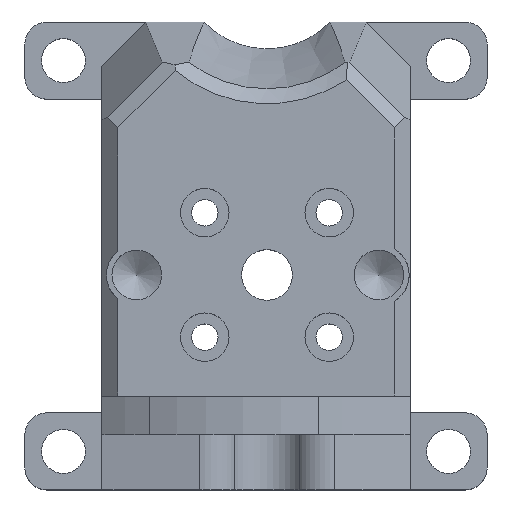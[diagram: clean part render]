
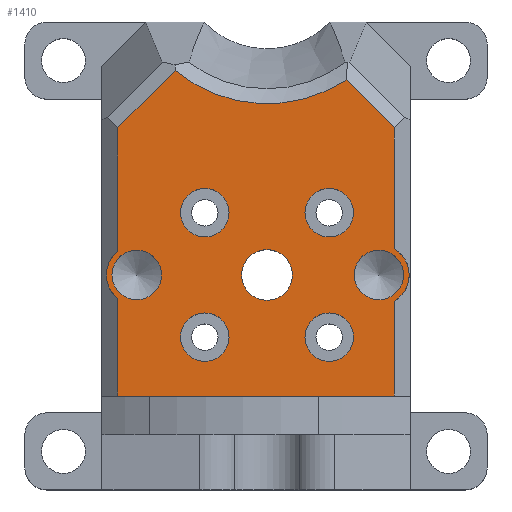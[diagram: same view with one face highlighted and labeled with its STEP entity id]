
A CAD part, top view. The second image highlights one B-rep face of the part: STEP entity #1410.
In plain terms, the highlighted planar face has unit normal (0, 0, 1).
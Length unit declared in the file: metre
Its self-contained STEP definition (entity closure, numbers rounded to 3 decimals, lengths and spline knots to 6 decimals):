
#106=LINE('',#2159,#225);
#107=LINE('',#2162,#226);
#108=LINE('',#2164,#227);
#109=LINE('',#2168,#228);
#110=LINE('',#2170,#229);
#111=LINE('',#2174,#230);
#112=LINE('',#2176,#231);
#225=VECTOR('',#1718,1.);
#226=VECTOR('',#1719,1.);
#227=VECTOR('',#1720,1.);
#228=VECTOR('',#1723,1.);
#229=VECTOR('',#1724,1.);
#230=VECTOR('',#1727,1.);
#231=VECTOR('',#1728,1.);
#351=ORIENTED_EDGE('',*,*,#743,.T.);
#352=ORIENTED_EDGE('',*,*,#744,.T.);
#353=ORIENTED_EDGE('',*,*,#745,.T.);
#354=ORIENTED_EDGE('',*,*,#746,.T.);
#355=ORIENTED_EDGE('',*,*,#747,.T.);
#356=ORIENTED_EDGE('',*,*,#748,.T.);
#357=ORIENTED_EDGE('',*,*,#749,.F.);
#358=ORIENTED_EDGE('',*,*,#750,.T.);
#359=ORIENTED_EDGE('',*,*,#751,.T.);
#360=ORIENTED_EDGE('',*,*,#752,.T.);
#361=ORIENTED_EDGE('',*,*,#753,.T.);
#362=ORIENTED_EDGE('',*,*,#754,.T.);
#363=ORIENTED_EDGE('',*,*,#755,.T.);
#364=ORIENTED_EDGE('',*,*,#756,.T.);
#365=ORIENTED_EDGE('',*,*,#757,.T.);
#366=ORIENTED_EDGE('',*,*,#758,.T.);
#367=ORIENTED_EDGE('',*,*,#759,.T.);
#743=EDGE_CURVE('',#938,#938,#1050,.T.);
#744=EDGE_CURVE('',#939,#939,#1051,.T.);
#745=EDGE_CURVE('',#940,#940,#1052,.T.);
#746=EDGE_CURVE('',#941,#941,#1053,.T.);
#747=EDGE_CURVE('',#942,#942,#1054,.T.);
#748=EDGE_CURVE('',#943,#943,#1055,.T.);
#749=EDGE_CURVE('',#944,#944,#1056,.T.);
#750=EDGE_CURVE('',#945,#946,#106,.T.);
#751=EDGE_CURVE('',#946,#947,#107,.T.);
#752=EDGE_CURVE('',#947,#948,#108,.T.);
#753=EDGE_CURVE('',#948,#949,#1057,.T.);
#754=EDGE_CURVE('',#949,#950,#109,.T.);
#755=EDGE_CURVE('',#950,#951,#110,.T.);
#756=EDGE_CURVE('',#951,#952,#1058,.F.);
#757=EDGE_CURVE('',#952,#953,#111,.T.);
#758=EDGE_CURVE('',#953,#954,#112,.T.);
#759=EDGE_CURVE('',#954,#945,#1059,.T.);
#938=VERTEX_POINT('',#2146);
#939=VERTEX_POINT('',#2148);
#940=VERTEX_POINT('',#2150);
#941=VERTEX_POINT('',#2152);
#942=VERTEX_POINT('',#2154);
#943=VERTEX_POINT('',#2156);
#944=VERTEX_POINT('',#2158);
#945=VERTEX_POINT('',#2160);
#946=VERTEX_POINT('',#2161);
#947=VERTEX_POINT('',#2163);
#948=VERTEX_POINT('',#2165);
#949=VERTEX_POINT('',#2167);
#950=VERTEX_POINT('',#2169);
#951=VERTEX_POINT('',#2171);
#952=VERTEX_POINT('',#2173);
#953=VERTEX_POINT('',#2175);
#954=VERTEX_POINT('',#2177);
#1050=CIRCLE('',#1512,0.0022);
#1051=CIRCLE('',#1513,0.0022);
#1052=CIRCLE('',#1514,0.0022);
#1053=CIRCLE('',#1515,0.0022);
#1054=CIRCLE('',#1516,0.00225);
#1055=CIRCLE('',#1517,0.00225);
#1056=CIRCLE('',#1518,0.0023);
#1057=CIRCLE('',#1519,0.00275);
#1058=CIRCLE('',#1520,0.013015);
#1059=CIRCLE('',#1521,0.00275);
#1114=EDGE_LOOP('',(#351));
#1115=EDGE_LOOP('',(#352));
#1116=EDGE_LOOP('',(#353));
#1117=EDGE_LOOP('',(#354));
#1118=EDGE_LOOP('',(#355));
#1119=EDGE_LOOP('',(#356));
#1120=EDGE_LOOP('',(#357));
#1121=EDGE_LOOP('',(#358,#359,#360,#361,#362,#363,#364,#365,#366,#367));
#1240=FACE_BOUND('',#1114,.T.);
#1241=FACE_BOUND('',#1115,.T.);
#1242=FACE_BOUND('',#1116,.T.);
#1243=FACE_BOUND('',#1117,.T.);
#1244=FACE_BOUND('',#1118,.T.);
#1245=FACE_BOUND('',#1119,.T.);
#1246=FACE_BOUND('',#1120,.T.);
#1247=FACE_BOUND('',#1121,.T.);
#1368=PLANE('',#1511);
#1410=ADVANCED_FACE('',(#1240,#1241,#1242,#1243,#1244,#1245,#1246,#1247),
#1368,.T.);
#1511=AXIS2_PLACEMENT_3D('',#2144,#1702,#1703);
#1512=AXIS2_PLACEMENT_3D('',#2145,#1704,#1705);
#1513=AXIS2_PLACEMENT_3D('',#2147,#1706,#1707);
#1514=AXIS2_PLACEMENT_3D('',#2149,#1708,#1709);
#1515=AXIS2_PLACEMENT_3D('',#2151,#1710,#1711);
#1516=AXIS2_PLACEMENT_3D('',#2153,#1712,#1713);
#1517=AXIS2_PLACEMENT_3D('',#2155,#1714,#1715);
#1518=AXIS2_PLACEMENT_3D('',#2157,#1716,#1717);
#1519=AXIS2_PLACEMENT_3D('',#2166,#1721,#1722);
#1520=AXIS2_PLACEMENT_3D('',#2172,#1725,#1726);
#1521=AXIS2_PLACEMENT_3D('',#2178,#1729,#1730);
#1702=DIRECTION('',(0.,0.,1.));
#1703=DIRECTION('',(1.,0.,0.));
#1704=DIRECTION('',(0.,0.,-1.));
#1705=DIRECTION('',(-1.,0.,0.));
#1706=DIRECTION('',(0.,0.,-1.));
#1707=DIRECTION('',(-1.,0.,0.));
#1708=DIRECTION('',(0.,0.,-1.));
#1709=DIRECTION('',(-1.,0.,0.));
#1710=DIRECTION('',(0.,0.,-1.));
#1711=DIRECTION('',(-1.,0.,0.));
#1712=DIRECTION('',(0.,0.,-1.));
#1713=DIRECTION('',(-1.,0.,0.));
#1714=DIRECTION('',(0.,0.,-1.));
#1715=DIRECTION('',(-1.,0.,0.));
#1716=DIRECTION('',(0.,0.,1.));
#1717=DIRECTION('',(1.,0.,0.));
#1718=DIRECTION('',(0.,-1.,0.));
#1719=DIRECTION('',(1.,0.,0.));
#1720=DIRECTION('',(0.,1.,0.));
#1721=DIRECTION('',(0.,0.,1.));
#1722=DIRECTION('',(1.,0.,0.));
#1723=DIRECTION('',(0.,1.,0.));
#1724=DIRECTION('',(-0.707,0.707,0.));
#1725=DIRECTION('',(0.,0.,1.));
#1726=DIRECTION('',(1.,0.,0.));
#1727=DIRECTION('',(-0.707,-0.707,0.));
#1728=DIRECTION('',(0.,-1.,0.));
#1729=DIRECTION('',(0.,0.,1.));
#1730=DIRECTION('',(1.,0.,0.));
#2144=CARTESIAN_POINT('',(0.0395,0.022084,0.0223));
#2145=CARTESIAN_POINT('',(0.03385,0.009072,0.0223));
#2146=CARTESIAN_POINT('',(0.03165,0.009072,0.0223));
#2147=CARTESIAN_POINT('',(0.04515,0.009072,0.0223));
#2148=CARTESIAN_POINT('',(0.04295,0.009072,0.0223));
#2149=CARTESIAN_POINT('',(0.04515,0.020372,0.0223));
#2150=CARTESIAN_POINT('',(0.04295,0.020372,0.0223));
#2151=CARTESIAN_POINT('',(0.03385,0.020372,0.0223));
#2152=CARTESIAN_POINT('',(0.03165,0.020372,0.0223));
#2153=CARTESIAN_POINT('',(0.049664,0.014722,0.0223));
#2154=CARTESIAN_POINT('',(0.047414,0.014722,0.0223));
#2155=CARTESIAN_POINT('',(0.027664,0.014722,0.0223));
#2156=CARTESIAN_POINT('',(0.025414,0.014722,0.0223));
#2157=CARTESIAN_POINT('',(0.0395,0.014722,0.0223));
#2158=CARTESIAN_POINT('',(0.0418,0.014722,0.0223));
#2159=CARTESIAN_POINT('',(0.02595,0.000222,0.0223));
#2160=CARTESIAN_POINT('',(0.02595,0.012572,0.0223));
#2161=CARTESIAN_POINT('',(0.02595,0.003722,0.0223));
#2162=CARTESIAN_POINT('',(0.0385,0.003722,0.0223));
#2163=CARTESIAN_POINT('',(0.05105,0.003722,0.0223));
#2164=CARTESIAN_POINT('',(0.05105,0.022084,0.0223));
#2165=CARTESIAN_POINT('',(0.05105,0.012347,0.0223));
#2166=CARTESIAN_POINT('',(0.049664,0.014722,0.0223));
#2167=CARTESIAN_POINT('',(0.05105,0.017098,0.0223));
#2168=CARTESIAN_POINT('',(0.05105,0.022084,0.0223));
#2169=CARTESIAN_POINT('',(0.05105,0.02808,0.0223));
#2170=CARTESIAN_POINT('',(0.048273,0.030857,0.0223));
#2171=CARTESIAN_POINT('',(0.046688,0.032441,0.0223));
#2172=CARTESIAN_POINT('',(0.0395,0.043292,0.0223));
#2173=CARTESIAN_POINT('',(0.031165,0.033295,0.0223));
#2174=CARTESIAN_POINT('',(0.029727,0.031857,0.0223));
#2175=CARTESIAN_POINT('',(0.02595,0.02808,0.0223));
#2176=CARTESIAN_POINT('',(0.02595,0.000222,0.0223));
#2177=CARTESIAN_POINT('',(0.02595,0.016873,0.0223));
#2178=CARTESIAN_POINT('',(0.027664,0.014722,0.0223));
